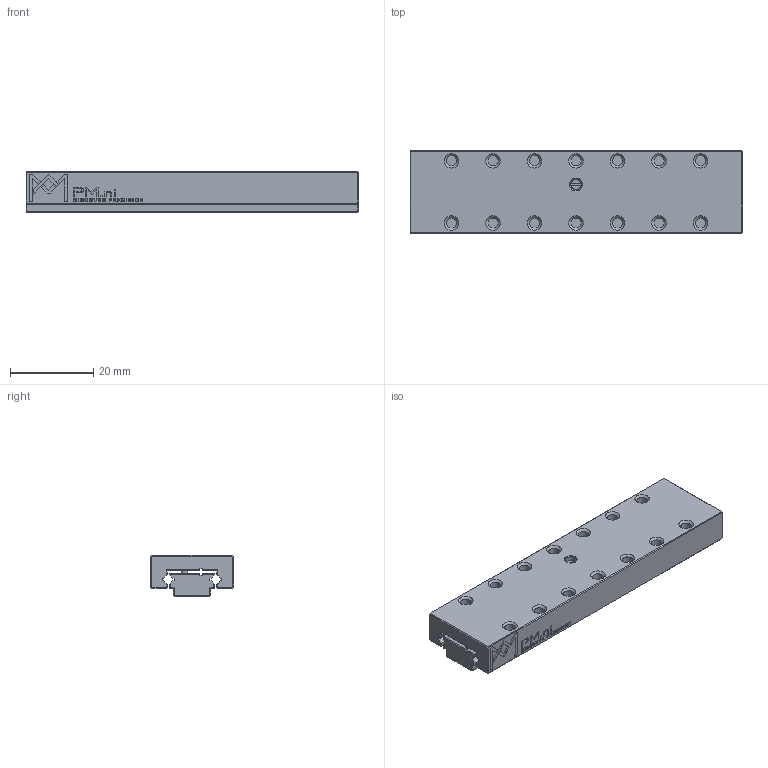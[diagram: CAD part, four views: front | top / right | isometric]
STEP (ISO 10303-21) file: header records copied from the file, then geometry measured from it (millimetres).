
FILE_DESCRIPTION(/* description */ (''),/* implementation_level */ '2;1');
FILE_NAME(/* name */ 'MSR 9-80.stp',/* time_stamp */ '2024-09-19T16:01:31+02:00',/* author */ (''),/* organization */ (''),/* preprocessor_version */ 'ST-DEVELOPER v16.7',/* originating_system */ 'SIEMENS PLM Software NX 12.0',/* authorisation */ '');
FILE_SCHEMA (('AUTOMOTIVE_DESIGN { 1 0 10303 214 3 1 1 1 }'));
Length unit declared in the file: millimetre
Products named in the file (1): 046139_A_16-Slide MSR 9-80 Assy_stp
Bounding box: 80 x 20 x 10 mm (x, y, z)
Volume: 12062.6 mm3; surface area: 9304.9 mm2
Topology: 3 solids, 3 shells, 1774 faces, 5025 edges, 3341 vertices
Faces by surface type: plane 1530, bspline 180, cone 36, cylinder 28
Full cylindrical faces by diameter (mm): 1.5 x2, 1.6 x1, 2 x1, 2.5 x15, 2.7 x1, 3.3 x4, 6 x2
Entity records: 61114 total; most frequent: CARTESIAN_POINT 12563, ORIENTED_EDGE 9898, DIRECTION 7884, EDGE_CURVE 4949, LINE 4460, VECTOR 4460, VERTEX_POINT 3319, EDGE_LOOP 1916
